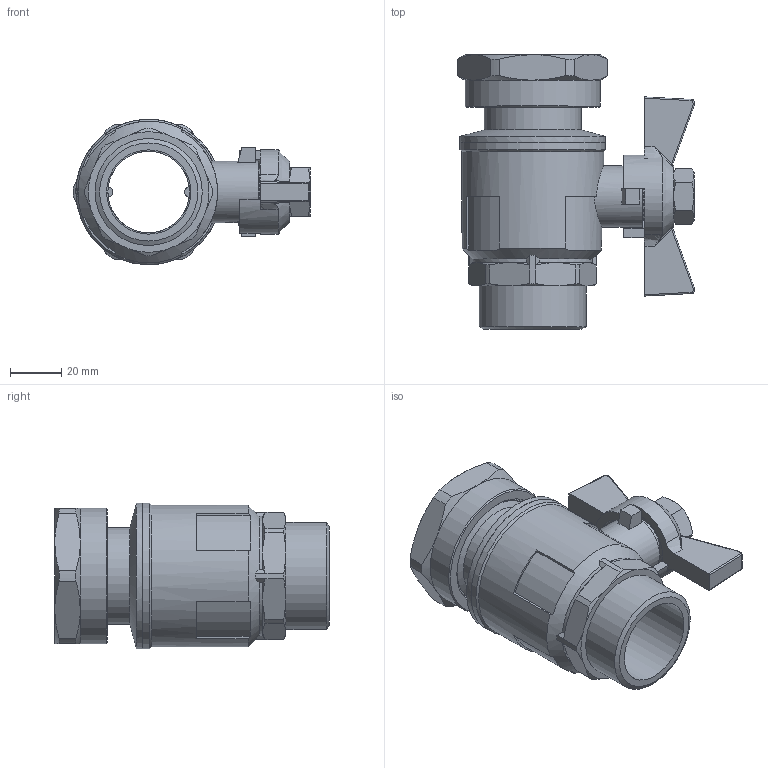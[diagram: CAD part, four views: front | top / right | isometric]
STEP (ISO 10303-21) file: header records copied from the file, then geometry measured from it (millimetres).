
FILE_DESCRIPTION(/* description */ ('Unknown'),/* implementation_level */ '2;1');
FILE_NAME(/* name */ '709-78',/* time_stamp */ '2022-07-22T10:57:59+02:00',/* author */ ('Unknown'),/* organization */ ('Unknown'),/* preprocessor_version */ 'ST-DEVELOPER v16.7',/* originating_system */ 'Solid Edge',/* authorisation */ 'Unknown');
FILE_SCHEMA (('AUTOMOTIVE_DESIGN {1 0 10303 214 3 1 1}'));
Length unit declared in the file: millimetre
Products named in the file (12): 709-78-KUNDE; Spindel zus.-709-78; 620-1_1_4-O-Ring; 620-1_1_4-Stopfbuchse; 620-1_1_4-Spindel; 620-1_1_4-Spindeldichtung; 709_78-Einschraubteil_kurz; 620-1-1_4-Körper; 97000077-1 1_2; Flügelgriff 1_1_4 - 1 1_2; 1_1_4-Mutter-fl.g.; 709-78_郻M_1 1_2
Assembly tree (11 placements, depth 3):
  709-78-KUNDE
    Spindel zus.-709-78
      620-1_1_4-O-Ring
      620-1_1_4-Stopfbuchse
      620-1_1_4-Spindel
      620-1_1_4-Spindeldichtung
    709_78-Einschraubteil_kurz
    620-1-1_4-Körper
    97000077-1 1_2
    Flügelgriff 1_1_4 - 1 1_2
    1_1_4-Mutter-fl.g.
    709-78_郻M_1 1_2
Bounding box: 92.91 x 107.5 x 57 mm (x, y, z)
Volume: 103800.9 mm3; surface area: 60506.3 mm2
Topology: 10 solids, 10 shells, 316 faces, 775 edges, 489 vertices
Faces by surface type: plane 136, cylinder 85, cone 65, bspline 18, sphere 10, torus 2
Full cylindrical faces by diameter (mm): 10.2 x1, 10.8 x1, 14 x2, 14.1 x2, 14.5 x1, 15 x1, 16 x1, 18 x1, 18.3 x1, 18.376 x2, 20 x1, 24 x1, 26 x1, 32 x3, 32.8 x1, 33 x1, 38 x1, 41.91 x1, 42 x1, 42.5 x1, 43 x1, 44.8 x2, 44.845 x2, 48 x1, 50.376 x1, 50.5 x1, 52 x1, 52.002 x1, 52.5 x1, 53 x1
Entity records: 11965 total; most frequent: CARTESIAN_POINT 3985, DIRECTION 1408, ORIENTED_EDGE 1354, EDGE_CURVE 677, AXIS2_PLACEMENT_3D 588, VERTEX_POINT 464, FACE_BOUND 417, EDGE_LOOP 416
